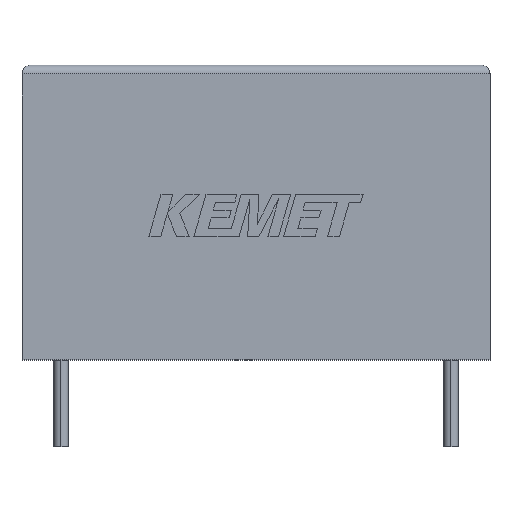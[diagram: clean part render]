
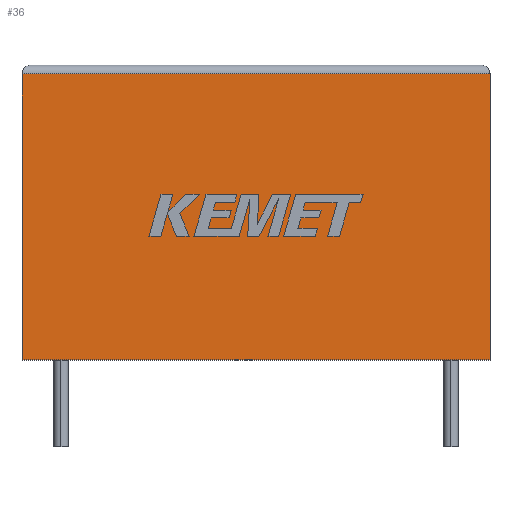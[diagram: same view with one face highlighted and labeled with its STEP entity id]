
A CAD part, top view. The second image highlights one B-rep face of the part: STEP entity #36.
In plain terms, the highlighted planar face has unit normal (0, 0, 1).
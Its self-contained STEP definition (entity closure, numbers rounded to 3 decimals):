
#31 = VECTOR ( 'NONE', #403, 1000. ) ;
#36 = ADVANCED_FACE ( 'NONE', ( #615 ), #2095, .F. ) ;
#86 = AXIS2_PLACEMENT_3D ( 'NONE', #1107, #2464, #1897 ) ;
#98 = EDGE_CURVE ( 'NONE', #485, #1318, #2377, .T. ) ;
#143 = EDGE_CURVE ( 'NONE', #1229, #2128, #2257, .T. ) ;
#191 = VECTOR ( 'NONE', #935, 1000. ) ;
#355 = CARTESIAN_POINT ( 'NONE',  ( 0., 16.5, 8. ) ) ;
#360 = DIRECTION ( 'NONE',  ( 1., 0., 0. ) ) ;
#395 = CARTESIAN_POINT ( 'NONE',  ( 27., 0., 8. ) ) ;
#403 = DIRECTION ( 'NONE',  ( 0., -1., 0. ) ) ;
#485 = VERTEX_POINT ( 'NONE', #1453 ) ;
#602 = EDGE_CURVE ( 'NONE', #2128, #485, #2004, .T. ) ;
#615 = FACE_OUTER_BOUND ( 'NONE', #1522, .T. ) ;
#903 = CARTESIAN_POINT ( 'NONE',  ( 0., 0., 8. ) ) ;
#935 = DIRECTION ( 'NONE',  ( -1., 0., 0. ) ) ;
#1064 = CARTESIAN_POINT ( 'NONE',  ( 0., 0., 8. ) ) ;
#1107 = CARTESIAN_POINT ( 'NONE',  ( 0., 0., 8. ) ) ;
#1165 = VECTOR ( 'NONE', #360, 1000. ) ;
#1177 = CARTESIAN_POINT ( 'NONE',  ( 0., 0., 8. ) ) ;
#1229 = VERTEX_POINT ( 'NONE', #355 ) ;
#1318 = VERTEX_POINT ( 'NONE', #2315 ) ;
#1370 = LINE ( 'NONE', #1699, #191 ) ;
#1453 = CARTESIAN_POINT ( 'NONE',  ( 27., 0., 8. ) ) ;
#1522 = EDGE_LOOP ( 'NONE', ( #2226, #2219, #1909, #1911 ) ) ;
#1529 = DIRECTION ( 'NONE',  ( 0., 1., 0. ) ) ;
#1651 = EDGE_CURVE ( 'NONE', #1318, #1229, #1370, .T. ) ;
#1699 = CARTESIAN_POINT ( 'NONE',  ( 0., 16.5, 8. ) ) ;
#1862 = VECTOR ( 'NONE', #1529, 1000. ) ;
#1897 = DIRECTION ( 'NONE',  ( -1., 0., 0. ) ) ;
#1909 = ORIENTED_EDGE ( 'NONE', *, *, #143, .T. ) ;
#1911 = ORIENTED_EDGE ( 'NONE', *, *, #602, .T. ) ;
#2004 = LINE ( 'NONE', #903, #1165 ) ;
#2095 = PLANE ( 'NONE',  #86 ) ;
#2128 = VERTEX_POINT ( 'NONE', #1064 ) ;
#2219 = ORIENTED_EDGE ( 'NONE', *, *, #1651, .T. ) ;
#2226 = ORIENTED_EDGE ( 'NONE', *, *, #98, .T. ) ;
#2257 = LINE ( 'NONE', #1177, #31 ) ;
#2315 = CARTESIAN_POINT ( 'NONE',  ( 27., 16.5, 8. ) ) ;
#2377 = LINE ( 'NONE', #395, #1862 ) ;
#2464 = DIRECTION ( 'NONE',  ( 0., 0., -1. ) ) ;
